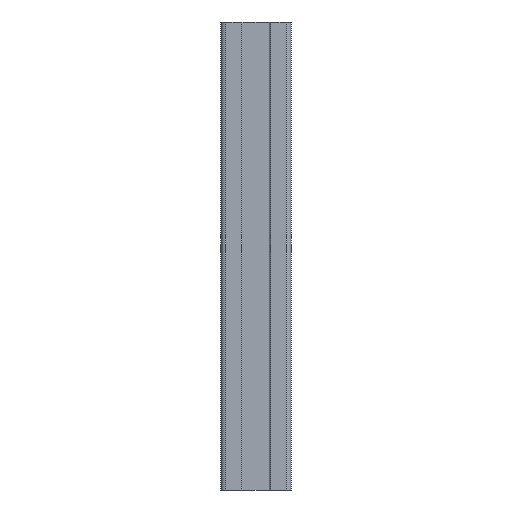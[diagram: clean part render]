
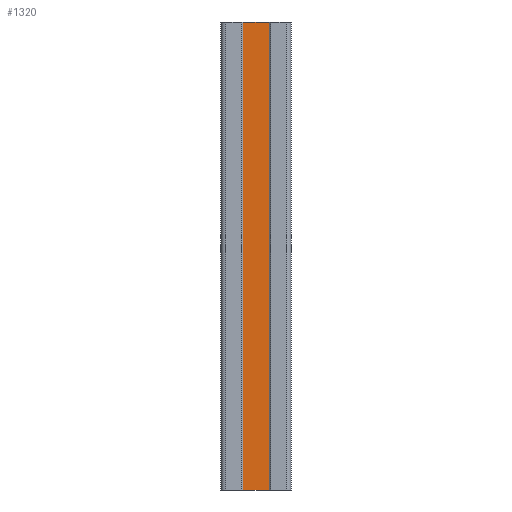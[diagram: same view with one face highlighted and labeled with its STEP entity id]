
A CAD part, front view. The second image highlights one B-rep face of the part: STEP entity #1320.
In plain terms, the highlighted planar face has unit normal (0, -1, 0).
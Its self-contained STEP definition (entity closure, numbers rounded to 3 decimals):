
#75=DIRECTION('',(-1.,0.,0.));
#76=VECTOR('',#75,5.586);
#77=CARTESIAN_POINT('',(2.793,-3.5,0.));
#78=LINE('',#77,#76);
#340=DIRECTION('',(-1.,0.,0.));
#341=VECTOR('',#340,5.586);
#342=CARTESIAN_POINT('',(2.793,-3.5,-100.));
#343=LINE('',#342,#341);
#489=DIRECTION('',(0.,0.,-1.));
#490=VECTOR('',#489,100.);
#491=CARTESIAN_POINT('',(2.793,-3.5,0.));
#492=LINE('',#491,#490);
#493=DIRECTION('',(0.,0.,-1.));
#494=VECTOR('',#493,100.);
#495=CARTESIAN_POINT('',(-2.793,-3.5,0.));
#496=LINE('',#495,#494);
#713=CARTESIAN_POINT('',(2.793,-3.5,0.));
#714=CARTESIAN_POINT('',(2.793,-3.5,-100.));
#715=VERTEX_POINT('',#713);
#716=VERTEX_POINT('',#714);
#717=CARTESIAN_POINT('',(-2.793,-3.5,0.));
#718=CARTESIAN_POINT('',(-2.793,-3.5,-100.));
#719=VERTEX_POINT('',#717);
#720=VERTEX_POINT('',#718);
#1308=CARTESIAN_POINT('',(2.793,-3.5,0.));
#1309=DIRECTION('',(0.,1.,0.));
#1310=DIRECTION('',(-1.,0.,0.));
#1311=AXIS2_PLACEMENT_3D('',#1308,#1309,#1310);
#1312=PLANE('',#1311);
#1313=ORIENTED_EDGE('',*,*,#1016,.T.);
#1315=ORIENTED_EDGE('',*,*,#1314,.F.);
#1316=ORIENTED_EDGE('',*,*,#854,.F.);
#1317=ORIENTED_EDGE('',*,*,#1301,.T.);
#1318=EDGE_LOOP('',(#1313,#1315,#1316,#1317));
#1319=FACE_OUTER_BOUND('',#1318,.F.);
#1320=ADVANCED_FACE('',(#1319),#1312,.F.);
#854=EDGE_CURVE('',#715,#719,#78,.T.);
#1016=EDGE_CURVE('',#716,#720,#343,.T.);
#1301=EDGE_CURVE('',#715,#716,#492,.T.);
#1314=EDGE_CURVE('',#719,#720,#496,.T.);
